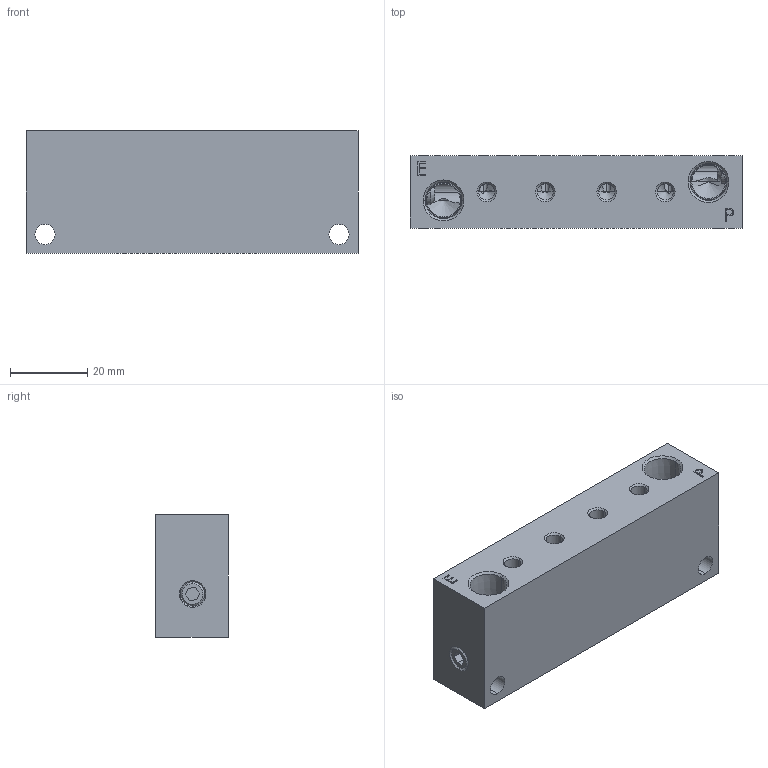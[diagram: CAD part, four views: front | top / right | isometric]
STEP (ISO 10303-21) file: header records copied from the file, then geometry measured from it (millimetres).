
FILE_DESCRIPTION (( 'STEP AP214' ), '1' );
FILE_NAME ('GM-324.step', '2018-10-25T18:22:53', ( '' ), ( '' ), 'SwSTEP 2.0', 'SolidWorks 2018', '' );
FILE_SCHEMA (( 'AUTOMOTIVE_DESIGN' ));
Length unit declared in the file: inch
Products named in the file (1): GM-324
Bounding box: 85.72 x 18.67 x 31.75 mm (x, y, z)
Volume: 43965.7 mm3; surface area: 15261.5 mm2
Topology: 3 solids, 3 shells, 220 faces, 566 edges, 330 vertices
Faces by surface type: cone 100, cylinder 65, plane 49, bspline 6
Entity records: 7819 total; most frequent: CARTESIAN_POINT 2155, ORIENTED_EDGE 1068, DIRECTION 1064, EDGE_CURVE 534, AXIS2_PLACEMENT_3D 397, VERTEX_POINT 330, VECTOR 270, LINE 270
